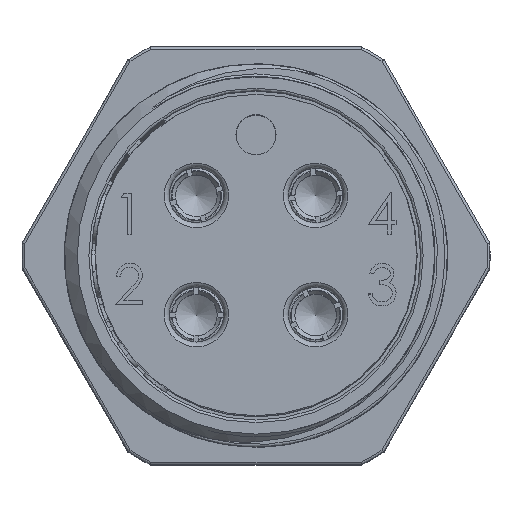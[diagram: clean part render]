
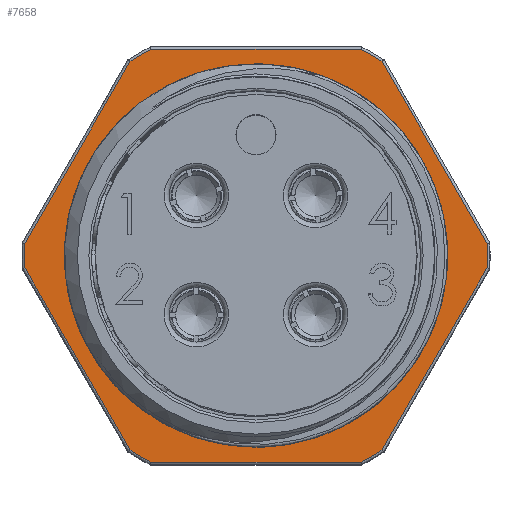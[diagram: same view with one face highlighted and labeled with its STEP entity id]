
A CAD part, top view. The second image highlights one B-rep face of the part: STEP entity #7658.
In plain terms, the highlighted planar face has unit normal (0, 0, 1).
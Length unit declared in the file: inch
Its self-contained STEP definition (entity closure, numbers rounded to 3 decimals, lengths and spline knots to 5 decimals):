
#129=PLANE($,#8250);
#603=LINE($,#18988,#977);
#604=LINE($,#18992,#978);
#605=LINE($,#18996,#979);
#606=LINE($,#19000,#980);
#607=LINE($,#19003,#981);
#608=LINE($,#19005,#982);
#977=VECTOR($,#9223,0.40841);
#978=VECTOR($,#9226,0.40841);
#979=VECTOR($,#9229,0.40841);
#980=VECTOR($,#9232,0.40841);
#981=VECTOR($,#9235,0.40841);
#982=VECTOR($,#9236,0.40841);
#1595=FACE_BOUND($,#2369,.T.);
#1823=FACE_OUTER_BOUND($,#2368,.T.);
#2368=EDGE_LOOP($,(#5591,#5592,#5593,#5594,#5595,#5596,#5597,#5598,#5599,
#5600,#5601,#5602));
#2369=EDGE_LOOP($,(#5603));
#3011=CIRCLE($,#8144,0.363);
#3031=CIRCLE($,#8174,0.45);
#3072=CIRCLE($,#8251,0.45);
#3073=CIRCLE($,#8252,0.45);
#3074=CIRCLE($,#8253,0.45);
#3075=CIRCLE($,#8254,0.45);
#3076=CIRCLE($,#8255,0.45);
#3384=VERTEX_POINT($,#11098);
#3404=VERTEX_POINT($,#11148);
#3405=VERTEX_POINT($,#11149);
#3539=VERTEX_POINT($,#18986);
#3540=VERTEX_POINT($,#18987);
#3541=VERTEX_POINT($,#18989);
#3542=VERTEX_POINT($,#18991);
#3543=VERTEX_POINT($,#18993);
#3544=VERTEX_POINT($,#18995);
#3545=VERTEX_POINT($,#18997);
#3546=VERTEX_POINT($,#18999);
#3547=VERTEX_POINT($,#19001);
#3548=VERTEX_POINT($,#19004);
#4209=EDGE_CURVE($,#3384,#3384,#3011,.T.);
#4229=EDGE_CURVE($,#3404,#3405,#3031,.T.);
#4377=EDGE_CURVE($,#3539,#3540,#603,.T.);
#4378=EDGE_CURVE($,#3540,#3541,#3072,.T.);
#4379=EDGE_CURVE($,#3541,#3542,#604,.T.);
#4380=EDGE_CURVE($,#3542,#3543,#3073,.T.);
#4381=EDGE_CURVE($,#3543,#3544,#605,.T.);
#4382=EDGE_CURVE($,#3544,#3545,#3074,.T.);
#4383=EDGE_CURVE($,#3545,#3546,#606,.T.);
#4384=EDGE_CURVE($,#3546,#3547,#3075,.T.);
#4385=EDGE_CURVE($,#3547,#3404,#607,.T.);
#4386=EDGE_CURVE($,#3405,#3548,#608,.T.);
#4387=EDGE_CURVE($,#3548,#3539,#3076,.T.);
#5591=ORIENTED_EDGE($,*,*,#4377,.T.);
#5592=ORIENTED_EDGE($,*,*,#4378,.T.);
#5593=ORIENTED_EDGE($,*,*,#4379,.T.);
#5594=ORIENTED_EDGE($,*,*,#4380,.T.);
#5595=ORIENTED_EDGE($,*,*,#4381,.T.);
#5596=ORIENTED_EDGE($,*,*,#4382,.T.);
#5597=ORIENTED_EDGE($,*,*,#4383,.T.);
#5598=ORIENTED_EDGE($,*,*,#4384,.T.);
#5599=ORIENTED_EDGE($,*,*,#4385,.T.);
#5600=ORIENTED_EDGE($,*,*,#4229,.T.);
#5601=ORIENTED_EDGE($,*,*,#4386,.T.);
#5602=ORIENTED_EDGE($,*,*,#4387,.T.);
#5603=ORIENTED_EDGE($,*,*,#4209,.T.);
#7658=ADVANCED_FACE($,(#1823,#1595),#129,.F.);
#8144=AXIS2_PLACEMENT_3D($,#11099,#9006,#9007);
#8174=AXIS2_PLACEMENT_3D($,#11150,#9066,#9067);
#8250=AXIS2_PLACEMENT_3D($,#18985,#9221,#9222);
#8251=AXIS2_PLACEMENT_3D($,#18990,#9224,#9225);
#8252=AXIS2_PLACEMENT_3D($,#18994,#9227,#9228);
#8253=AXIS2_PLACEMENT_3D($,#18998,#9230,#9231);
#8254=AXIS2_PLACEMENT_3D($,#19002,#9233,#9234);
#8255=AXIS2_PLACEMENT_3D($,#19006,#9237,#9238);
#9006=DIRECTION('center_axis',(0.,0.,-1.));
#9007=DIRECTION('ref_axis',(-1.,0.,0.));
#9066=DIRECTION('center_axis',(0.,0.,1.));
#9067=DIRECTION('ref_axis',(-1.,0.,0.));
#9221=DIRECTION('center_axis',(0.,0.,-1.));
#9222=DIRECTION('ref_axis',(-1.,0.,0.));
#9223=DIRECTION($,(1.,0.,0.));
#9224=DIRECTION('center_axis',(0.,0.,1.));
#9225=DIRECTION('ref_axis',(-1.,0.,0.));
#9226=DIRECTION($,(0.5,0.866,0.));
#9227=DIRECTION('center_axis',(0.,0.,1.));
#9228=DIRECTION('ref_axis',(-1.,0.,0.));
#9229=DIRECTION($,(-0.5,0.866,0.));
#9230=DIRECTION('center_axis',(0.,0.,1.));
#9231=DIRECTION('ref_axis',(-1.,0.,0.));
#9232=DIRECTION($,(-1.,0.,0.));
#9233=DIRECTION('center_axis',(0.,0.,1.));
#9234=DIRECTION('ref_axis',(-1.,0.,0.));
#9235=DIRECTION($,(-0.5,-0.866,0.));
#9236=DIRECTION($,(0.5,-0.866,0.));
#9237=DIRECTION('center_axis',(0.,0.,1.));
#9238=DIRECTION('ref_axis',(-1.,0.,0.));
#11098=CARTESIAN_POINT('',(-0.40876,0.,0.25));
#11099=CARTESIAN_POINT('Origin',(-0.04576,0.,
0.25));
#11148=CARTESIAN_POINT('',(-0.49514,0.02365,0.25));
#11149=CARTESIAN_POINT('',(-0.49514,-0.02365,0.25));
#11150=CARTESIAN_POINT('Origin',(-0.04576,0.,0.25));
#18985=CARTESIAN_POINT('Origin',(-0.28016,0.406,0.25));
#18986=CARTESIAN_POINT('',(-0.24996,-0.401,0.25));
#18987=CARTESIAN_POINT('',(0.15845,-0.401,0.25));
#18988=CARTESIAN_POINT($,(0.15964,-0.401,0.25));
#18989=CARTESIAN_POINT('',(0.19942,-0.37735,0.25));
#18990=CARTESIAN_POINT('Origin',(-0.04576,0.,0.25));
#18991=CARTESIAN_POINT('',(0.40362,-0.02365,0.25));
#18992=CARTESIAN_POINT($,(0.40422,-0.02262,0.25));
#18993=CARTESIAN_POINT('',(0.40362,0.02365,0.25));
#18994=CARTESIAN_POINT('Origin',(-0.04576,0.,0.25));
#18995=CARTESIAN_POINT('',(0.19942,0.37735,0.25));
#18996=CARTESIAN_POINT($,(0.19882,0.37838,0.25));
#18997=CARTESIAN_POINT('',(0.15845,0.401,0.25));
#18998=CARTESIAN_POINT('Origin',(-0.04576,0.,0.25));
#18999=CARTESIAN_POINT('',(-0.24996,0.401,0.25));
#19000=CARTESIAN_POINT($,(-0.25116,0.401,0.25));
#19001=CARTESIAN_POINT('',(-0.29093,0.37735,0.25));
#19002=CARTESIAN_POINT('Origin',(-0.04576,0.,0.25));
#19003=CARTESIAN_POINT($,(-0.49573,0.02262,0.25));
#19004=CARTESIAN_POINT('',(-0.29093,-0.37735,0.25));
#19005=CARTESIAN_POINT($,(-0.29033,-0.37838,0.25));
#19006=CARTESIAN_POINT('Origin',(-0.04576,0.,0.25));
